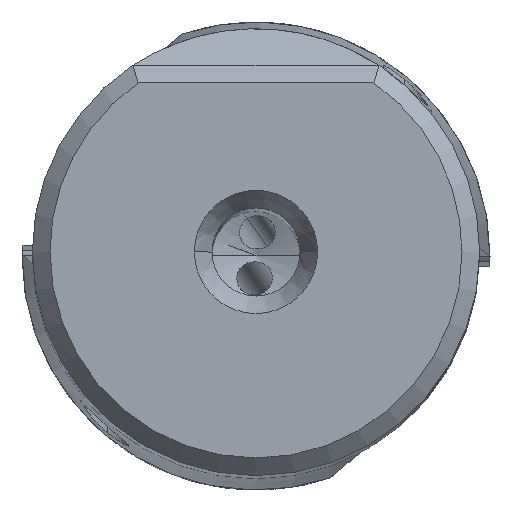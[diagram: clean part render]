
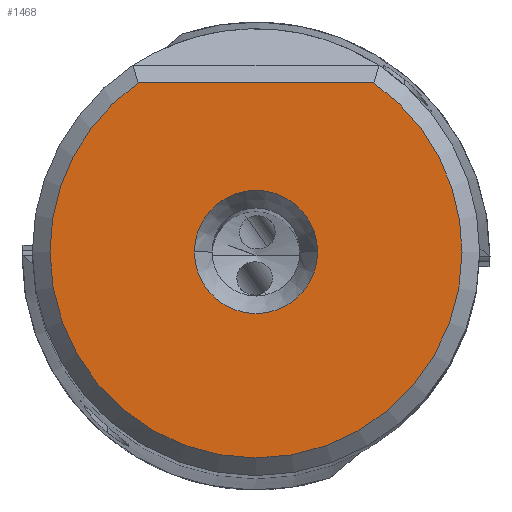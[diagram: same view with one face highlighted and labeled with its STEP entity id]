
A CAD part, top view. The second image highlights one B-rep face of the part: STEP entity #1468.
In plain terms, the highlighted planar face has unit normal (0, 0, 1).
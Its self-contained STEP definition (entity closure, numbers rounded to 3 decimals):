
#337=FACE_BOUND('',#2328,.T.);
#338=FACE_BOUND('',#2329,.T.);
#431=PLANE('',#8330);
#647=LINE('',#15246,#1058);
#1058=VECTOR('',#9778,1.);
#1468=ADVANCED_FACE('',(#337,#338),#431,.T.);
#2328=EDGE_LOOP('',(#4021,#4022,#4023,#4024));
#2329=EDGE_LOOP('',(#4025,#4026));
#2789=CIRCLE('',#8324,11.7);
#2790=CIRCLE('',#8325,11.7);
#2791=CIRCLE('',#8326,11.7);
#2792=CIRCLE('',#8328,3.5);
#2793=CIRCLE('',#8329,3.5);
#4021=ORIENTED_EDGE('',*,*,#6718,.F.);
#4022=ORIENTED_EDGE('',*,*,#6717,.F.);
#4023=ORIENTED_EDGE('',*,*,#6716,.F.);
#4024=ORIENTED_EDGE('',*,*,#6711,.F.);
#4025=ORIENTED_EDGE('',*,*,#6719,.F.);
#4026=ORIENTED_EDGE('',*,*,#6720,.F.);
#5809=VERTEX_POINT('',#15247);
#5810=VERTEX_POINT('',#15248);
#5812=VERTEX_POINT('',#15266);
#5813=VERTEX_POINT('',#15268);
#5814=VERTEX_POINT('',#15272);
#5815=VERTEX_POINT('',#15273);
#6711=EDGE_CURVE('',#5809,#5810,#647,.T.);
#6716=EDGE_CURVE('',#5810,#5812,#2789,.T.);
#6717=EDGE_CURVE('',#5812,#5813,#2790,.T.);
#6718=EDGE_CURVE('',#5813,#5809,#2791,.T.);
#6719=EDGE_CURVE('',#5814,#5815,#2792,.T.);
#6720=EDGE_CURVE('',#5815,#5814,#2793,.T.);
#8324=AXIS2_PLACEMENT_3D('',#15265,#9785,#9786);
#8325=AXIS2_PLACEMENT_3D('',#15267,#9787,#9788);
#8326=AXIS2_PLACEMENT_3D('',#15269,#9789,#9790);
#8328=AXIS2_PLACEMENT_3D('',#15271,#9793,#9794);
#8329=AXIS2_PLACEMENT_3D('',#15274,#9795,#9796);
#8330=AXIS2_PLACEMENT_3D('',#15275,#9797,#9798);
#9778=DIRECTION('',(1.,0.,0.));
#9785=DIRECTION('',(0.,0.,-1.));
#9786=DIRECTION('',(0.572,0.821,0.));
#9787=DIRECTION('',(0.,0.,-1.));
#9788=DIRECTION('',(1.,-0.002,0.));
#9789=DIRECTION('',(0.,0.,-1.));
#9790=DIRECTION('',(-1.,0.002,0.));
#9793=DIRECTION('',(0.,0.,1.));
#9794=DIRECTION('',(1.,0.,0.));
#9795=DIRECTION('',(0.,0.,1.));
#9796=DIRECTION('',(-1.,0.,0.));
#9797=DIRECTION('',(0.,0.,1.));
#9798=DIRECTION('',(1.,0.,0.));
#15246=CARTESIAN_POINT('',(-6.688,9.6,0.));
#15247=CARTESIAN_POINT('',(-6.688,9.6,0.));
#15248=CARTESIAN_POINT('',(6.688,9.6,0.));
#15265=CARTESIAN_POINT('',(0.,0.,0.));
#15266=CARTESIAN_POINT('',(11.7,-0.018,0.));
#15267=CARTESIAN_POINT('',(0.,0.,0.));
#15268=CARTESIAN_POINT('',(-11.7,0.018,0.));
#15269=CARTESIAN_POINT('',(0.,0.,0.));
#15271=CARTESIAN_POINT('',(0.,0.,0.));
#15272=CARTESIAN_POINT('',(3.5,0.,0.));
#15273=CARTESIAN_POINT('',(-3.5,0.,0.));
#15274=CARTESIAN_POINT('',(0.,0.,0.));
#15275=CARTESIAN_POINT('',(-0.001,-1.05,0.));
